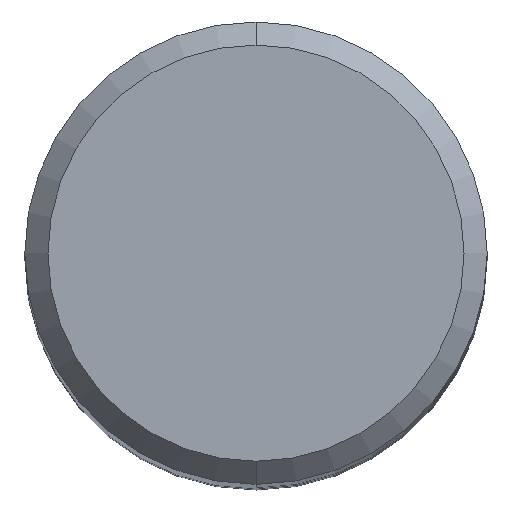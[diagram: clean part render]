
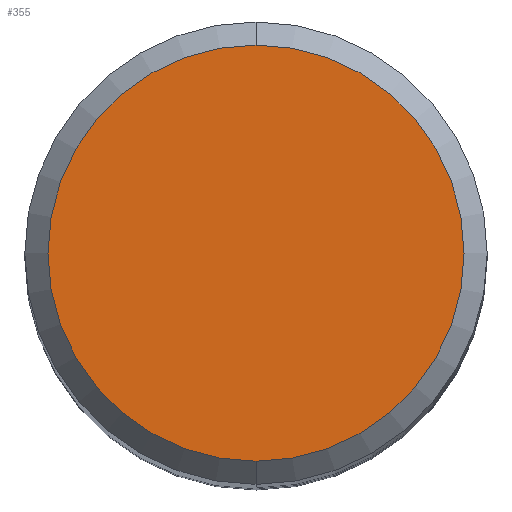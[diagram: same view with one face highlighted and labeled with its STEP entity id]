
A CAD part, top view. The second image highlights one B-rep face of the part: STEP entity #355.
In plain terms, the highlighted planar face has unit normal (0, 0, 1).
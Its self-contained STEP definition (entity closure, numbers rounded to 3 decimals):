
#355=ADVANCED_FACE('',(#728),#729,.T.);
#453=EDGE_CURVE('',#541,#521,#841,.T.);
#489=EDGE_CURVE('',#521,#541,#881,.T.);
#521=VERTEX_POINT('',#917);
#541=VERTEX_POINT('',#939);
#728=FACE_OUTER_BOUND('',#1321,.T.);
#729=PLANE('',#1322);
#841=CIRCLE('',#1503,4.5);
#881=CIRCLE('',#1579,4.5);
#917=CARTESIAN_POINT('',(0.,-4.5,0.0));
#939=CARTESIAN_POINT('',(0.0,4.5,0.0));
#1321=EDGE_LOOP('',(#1856,#1857));
#1322=AXIS2_PLACEMENT_3D('',#1858,#1859,#1860);
#1503=AXIS2_PLACEMENT_3D('',#1997,#1998,#1999);
#1579=AXIS2_PLACEMENT_3D('',#2053,#2054,#2055);
#1856=ORIENTED_EDGE('',*,*,#453,.F.);
#1857=ORIENTED_EDGE('',*,*,#489,.F.);
#1858=CARTESIAN_POINT('',(0.0,2.25,0.0));
#1859=DIRECTION('',(-0.0,0.0,1.0));
#1860=DIRECTION('',(0.0,-1.0,0.0));
#1997=CARTESIAN_POINT('',(0.0,0.0,0.0));
#1998=DIRECTION('',(0.0,0.0,-1.0));
#1999=DIRECTION('',(0.0,1.0,0.0));
#2053=CARTESIAN_POINT('',(0.0,0.0,0.0));
#2054=DIRECTION('',(0.0,0.0,-1.0));
#2055=DIRECTION('',(0.0,1.0,0.0));
